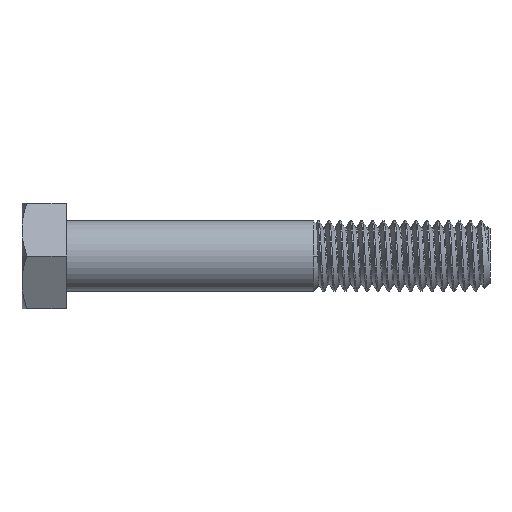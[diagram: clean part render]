
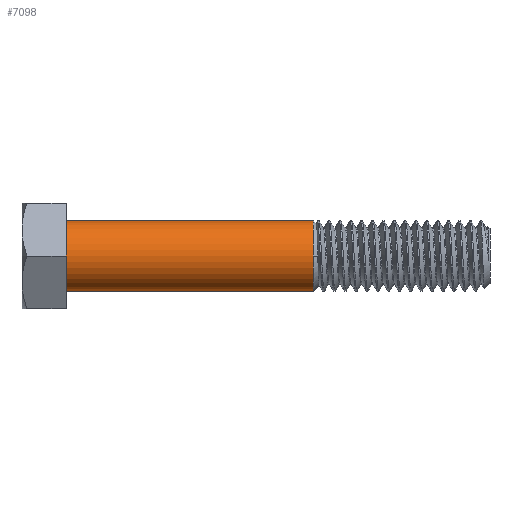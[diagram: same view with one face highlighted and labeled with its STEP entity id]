
A CAD part, front view. The second image highlights one B-rep face of the part: STEP entity #7098.
In plain terms, the highlighted cylindrical face has radius 6.35 mm (diameter 12.7 mm), a partial arc.
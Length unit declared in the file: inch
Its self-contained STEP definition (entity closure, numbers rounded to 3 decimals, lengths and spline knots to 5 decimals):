
#76 = DIRECTION ( 'NONE',  ( 0., -1., 0. ) ) ;
#150 = CARTESIAN_POINT ( 'NONE',  ( -1.34375, 0., -0.25 ) ) ;
#213 = AXIS2_PLACEMENT_3D ( 'NONE', #6099, #1374, #76 ) ;
#343 = DIRECTION ( 'NONE',  ( 1., 0., 0. ) ) ;
#482 = LINE ( 'NONE', #1099, #6085 ) ;
#642 = CARTESIAN_POINT ( 'NONE',  ( -1.34375, 0., 0. ) ) ;
#1008 = EDGE_CURVE ( 'NONE', #7011, #1452, #482, .T. ) ;
#1099 = CARTESIAN_POINT ( 'NONE',  ( -1.34375, 0., -0.25 ) ) ;
#1131 = DIRECTION ( 'NONE',  ( 1., 0., 0. ) ) ;
#1248 = ORIENTED_EDGE ( 'NONE', *, *, #2481, .T. ) ;
#1374 = DIRECTION ( 'NONE',  ( -1., 0., 0. ) ) ;
#1452 = VERTEX_POINT ( 'NONE', #5001 ) ;
#1460 = CARTESIAN_POINT ( 'NONE',  ( -1.34375, 0., 0. ) ) ;
#1470 = VECTOR ( 'NONE', #1131, 39.37008 ) ;
#1541 = DIRECTION ( 'NONE',  ( 0., 0., -1. ) ) ;
#1617 = AXIS2_PLACEMENT_3D ( 'NONE', #6263, #7690, #5123 ) ;
#1690 = LINE ( 'NONE', #7191, #1470 ) ;
#1715 = ORIENTED_EDGE ( 'NONE', *, *, #8267, .F. ) ;
#1912 = DIRECTION ( 'NONE',  ( 1., 0., 0. ) ) ;
#2154 = CYLINDRICAL_SURFACE ( 'NONE', #4566, 0.25 ) ;
#2171 = EDGE_CURVE ( 'NONE', #1452, #2677, #4957, .T. ) ;
#2200 = ORIENTED_EDGE ( 'NONE', *, *, #6982, .T. ) ;
#2481 = EDGE_CURVE ( 'NONE', #8375, #7011, #4434, .T. ) ;
#2677 = VERTEX_POINT ( 'NONE', #7571 ) ;
#2898 = CARTESIAN_POINT ( 'NONE',  ( 0.40625, 0., 0.25 ) ) ;
#3320 = ORIENTED_EDGE ( 'NONE', *, *, #1008, .T. ) ;
#3479 = VERTEX_POINT ( 'NONE', #2898 ) ;
#4288 = AXIS2_PLACEMENT_3D ( 'NONE', #642, #1912, #4596 ) ;
#4329 = EDGE_LOOP ( 'NONE', ( #1715, #1248, #3320, #7976, #2200 ) ) ;
#4434 = CIRCLE ( 'NONE', #4288, 0.25 ) ;
#4566 = AXIS2_PLACEMENT_3D ( 'NONE', #1460, #7403, #1541 ) ;
#4596 = DIRECTION ( 'NONE',  ( 0., 0., 1. ) ) ;
#4957 = CIRCLE ( 'NONE', #1617, 0.25 ) ;
#5001 = CARTESIAN_POINT ( 'NONE',  ( 0.40625, 0., -0.25 ) ) ;
#5047 = CARTESIAN_POINT ( 'NONE',  ( -1.34375, 0., 0.25 ) ) ;
#5123 = DIRECTION ( 'NONE',  ( 0., -1., 0. ) ) ;
#5370 = CIRCLE ( 'NONE', #213, 0.25 ) ;
#6085 = VECTOR ( 'NONE', #343, 39.37008 ) ;
#6099 = CARTESIAN_POINT ( 'NONE',  ( 0.40625, 0., 0. ) ) ;
#6263 = CARTESIAN_POINT ( 'NONE',  ( 0.40625, 0., 0. ) ) ;
#6982 = EDGE_CURVE ( 'NONE', #2677, #3479, #5370, .T. ) ;
#7011 = VERTEX_POINT ( 'NONE', #150 ) ;
#7098 = ADVANCED_FACE ( 'NONE', ( #7526 ), #2154, .T. ) ;
#7191 = CARTESIAN_POINT ( 'NONE',  ( -1.34375, 0., 0.25 ) ) ;
#7403 = DIRECTION ( 'NONE',  ( 1., 0., 0. ) ) ;
#7526 = FACE_OUTER_BOUND ( 'NONE', #4329, .T. ) ;
#7571 = CARTESIAN_POINT ( 'NONE',  ( 0.40625, -0.25, 0. ) ) ;
#7690 = DIRECTION ( 'NONE',  ( -1., 0., 0. ) ) ;
#7976 = ORIENTED_EDGE ( 'NONE', *, *, #2171, .T. ) ;
#8267 = EDGE_CURVE ( 'NONE', #8375, #3479, #1690, .T. ) ;
#8375 = VERTEX_POINT ( 'NONE', #5047 ) ;
